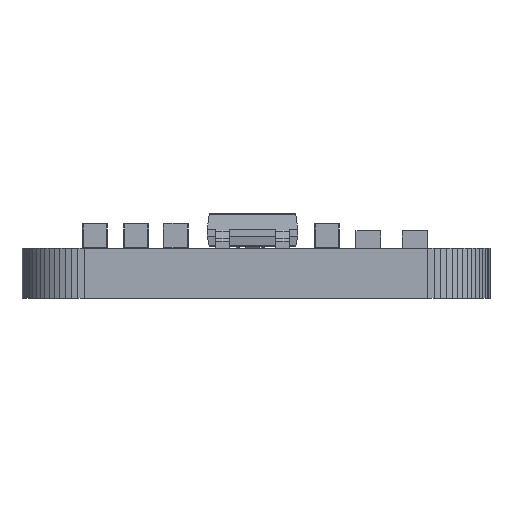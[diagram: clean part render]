
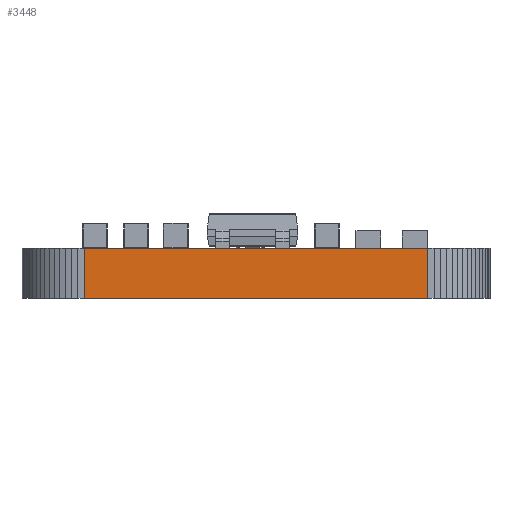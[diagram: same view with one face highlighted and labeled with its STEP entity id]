
A CAD part, front view. The second image highlights one B-rep face of the part: STEP entity #3448.
In plain terms, the highlighted planar face has unit normal (0, -1, 0).
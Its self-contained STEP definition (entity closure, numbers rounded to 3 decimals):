
#3390 = EDGE_CURVE('',#3391,#3393,#3395,.T.);
#3391 = VERTEX_POINT('',#3392);
#3392 = CARTESIAN_POINT('',(12.,-10.,-0.803));
#3393 = VERTEX_POINT('',#3394);
#3394 = CARTESIAN_POINT('',(12.,-10.,0.803));
#3395 = LINE('',#3396,#3397);
#3396 = CARTESIAN_POINT('',(12.,-10.,-0.803));
#3397 = VECTOR('',#3398,1.);
#3398 = DIRECTION('',(0.,0.,1.));
#3423 = VERTEX_POINT('',#3424);
#3424 = CARTESIAN_POINT('',(1.,-10.,0.803));
#3430 = EDGE_CURVE('',#3431,#3423,#3433,.T.);
#3431 = VERTEX_POINT('',#3432);
#3432 = CARTESIAN_POINT('',(1.,-10.,-0.803));
#3433 = LINE('',#3434,#3435);
#3434 = CARTESIAN_POINT('',(1.,-10.,-0.803));
#3435 = VECTOR('',#3436,1.);
#3436 = DIRECTION('',(0.,0.,1.));
#3448 = ADVANCED_FACE('',(#3449),#3465,.F.);
#3449 = FACE_BOUND('',#3450,.F.);
#3450 = EDGE_LOOP('',(#3451,#3452,#3458,#3459));
#3451 = ORIENTED_EDGE('',*,*,#3430,.T.);
#3452 = ORIENTED_EDGE('',*,*,#3453,.T.);
#3453 = EDGE_CURVE('',#3423,#3393,#3454,.T.);
#3454 = LINE('',#3455,#3456);
#3455 = CARTESIAN_POINT('',(1.,-10.,0.803));
#3456 = VECTOR('',#3457,1.);
#3457 = DIRECTION('',(1.,0.,0.));
#3458 = ORIENTED_EDGE('',*,*,#3390,.F.);
#3459 = ORIENTED_EDGE('',*,*,#3460,.F.);
#3460 = EDGE_CURVE('',#3431,#3391,#3461,.T.);
#3461 = LINE('',#3462,#3463);
#3462 = CARTESIAN_POINT('',(1.,-10.,-0.803));
#3463 = VECTOR('',#3464,1.);
#3464 = DIRECTION('',(1.,0.,0.));
#3465 = PLANE('',#3466);
#3466 = AXIS2_PLACEMENT_3D('',#3467,#3468,#3469);
#3467 = CARTESIAN_POINT('',(1.,-10.,-0.803));
#3468 = DIRECTION('',(0.,1.,0.));
#3469 = DIRECTION('',(1.,0.,0.));
